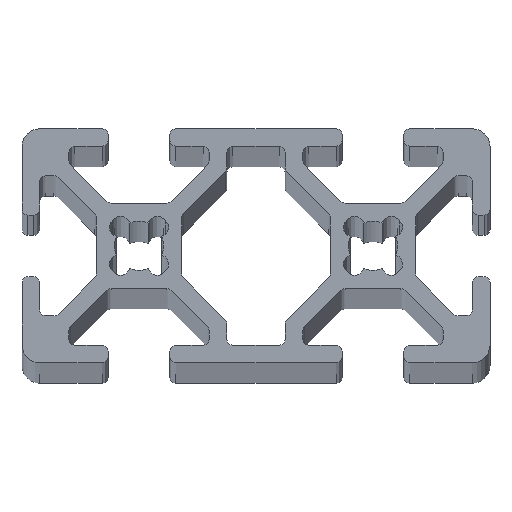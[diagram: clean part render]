
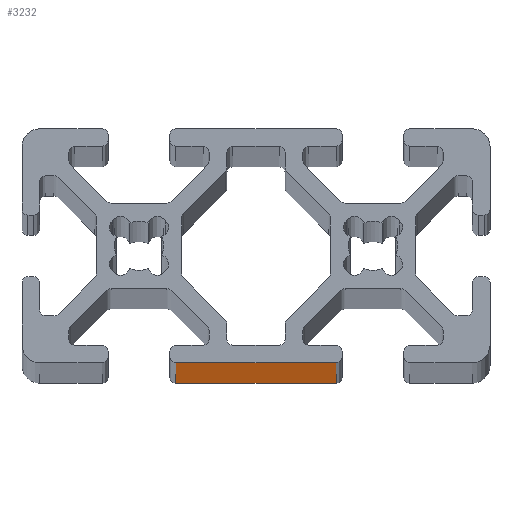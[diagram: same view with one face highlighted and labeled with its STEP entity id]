
A CAD part, top view. The second image highlights one B-rep face of the part: STEP entity #3232.
In plain terms, the highlighted planar face has unit normal (0, -1, 0).
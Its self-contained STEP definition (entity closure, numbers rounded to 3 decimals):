
#31 = VECTOR ( 'NONE', #6339, 1000. ) ;
#212 = CARTESIAN_POINT ( 'NONE',  ( -31.386, -69.68, 1000. ) ) ;
#232 = DIRECTION ( 'NONE',  ( 0., 0., -1. ) ) ;
#339 = EDGE_CURVE ( 'NONE', #2248, #1540, #4209, .T. ) ;
#427 = CARTESIAN_POINT ( 'NONE',  ( -31.386, -69.68, 0. ) ) ;
#430 = LINE ( 'NONE', #4924, #2998 ) ;
#1176 = EDGE_CURVE ( 'NONE', #3165, #5485, #3179, .T. ) ;
#1356 = EDGE_CURVE ( 'NONE', #3165, #2248, #430, .T. ) ;
#1396 = EDGE_CURVE ( 'NONE', #5485, #1540, #2956, .T. ) ;
#1540 = VERTEX_POINT ( 'NONE', #4622 ) ;
#1607 = FACE_OUTER_BOUND ( 'NONE', #5346, .T. ) ;
#1674 = PLANE ( 'NONE',  #4031 ) ;
#2248 = VERTEX_POINT ( 'NONE', #4045 ) ;
#2740 = DIRECTION ( 'NONE',  ( 0., 0., 1. ) ) ;
#2882 = ORIENTED_EDGE ( 'NONE', *, *, #1396, .T. ) ;
#2956 = LINE ( 'NONE', #4327, #31 ) ;
#2998 = VECTOR ( 'NONE', #3874, 1000. ) ;
#3098 = VECTOR ( 'NONE', #232, 1000. ) ;
#3165 = VERTEX_POINT ( 'NONE', #3197 ) ;
#3179 = LINE ( 'NONE', #4785, #3098 ) ;
#3197 = CARTESIAN_POINT ( 'NONE',  ( -31.386, -69.68, 1000. ) ) ;
#3232 = ADVANCED_FACE ( 'NONE', ( #1607 ), #1674, .F. ) ;
#3662 = DIRECTION ( 'NONE',  ( 0., 1., 0. ) ) ;
#3687 = CARTESIAN_POINT ( 'NONE',  ( -17.662, -69.68, 1000. ) ) ;
#3874 = DIRECTION ( 'NONE',  ( 1., 0., 0. ) ) ;
#3888 = ORIENTED_EDGE ( 'NONE', *, *, #1176, .T. ) ;
#4031 = AXIS2_PLACEMENT_3D ( 'NONE', #212, #3662, #2740 ) ;
#4045 = CARTESIAN_POINT ( 'NONE',  ( -17.662, -69.68, 1000. ) ) ;
#4209 = LINE ( 'NONE', #3687, #6050 ) ;
#4311 = ORIENTED_EDGE ( 'NONE', *, *, #1356, .F. ) ;
#4313 = DIRECTION ( 'NONE',  ( 0., 0., -1. ) ) ;
#4327 = CARTESIAN_POINT ( 'NONE',  ( -31.386, -69.68, 0. ) ) ;
#4622 = CARTESIAN_POINT ( 'NONE',  ( -17.662, -69.68, 0. ) ) ;
#4785 = CARTESIAN_POINT ( 'NONE',  ( -31.386, -69.68, 1000. ) ) ;
#4924 = CARTESIAN_POINT ( 'NONE',  ( -31.386, -69.68, 1000. ) ) ;
#4938 = ORIENTED_EDGE ( 'NONE', *, *, #339, .F. ) ;
#5346 = EDGE_LOOP ( 'NONE', ( #2882, #4938, #4311, #3888 ) ) ;
#5485 = VERTEX_POINT ( 'NONE', #427 ) ;
#6050 = VECTOR ( 'NONE', #4313, 1000. ) ;
#6339 = DIRECTION ( 'NONE',  ( 1., 0., 0. ) ) ;
